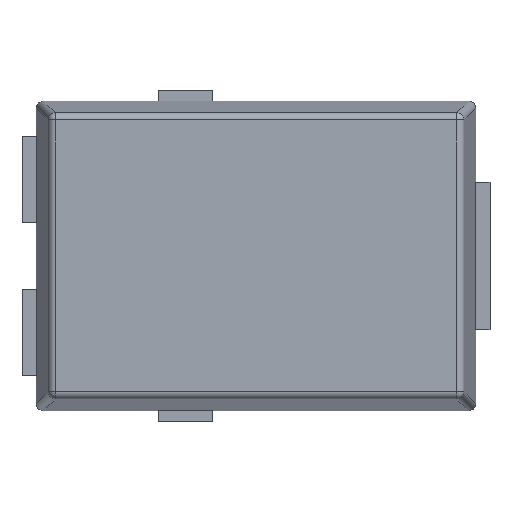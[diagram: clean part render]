
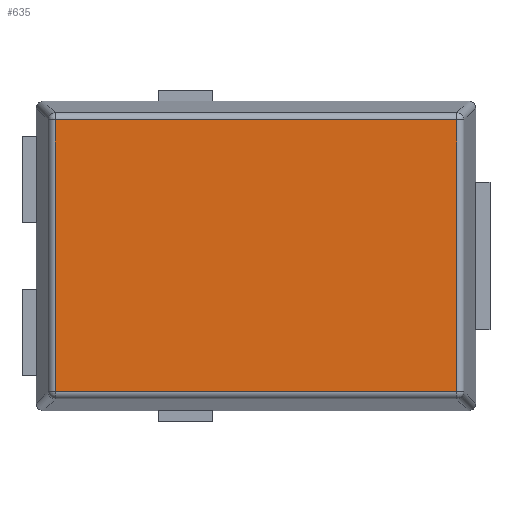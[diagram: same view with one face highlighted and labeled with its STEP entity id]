
A CAD part, top view. The second image highlights one B-rep face of the part: STEP entity #635.
In plain terms, the highlighted planar face has unit normal (0, 0, 1).
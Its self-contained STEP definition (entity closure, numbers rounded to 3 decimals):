
#41 = VERTEX_POINT ( 'NONE', #1355 ) ;
#224 = VECTOR ( 'NONE', #2368, 1000. ) ;
#226 = CARTESIAN_POINT ( 'NONE',  ( -2.874, 1.887, 1.5 ) ) ;
#251 = CARTESIAN_POINT ( 'NONE',  ( -2.787, -1.974, 1.5 ) ) ;
#314 = FACE_OUTER_BOUND ( 'NONE', #940, .T. ) ;
#393 = DIRECTION ( 'NONE',  ( 0., 0., 1. ) ) ;
#594 = VERTEX_POINT ( 'NONE', #2227 ) ;
#635 = ADVANCED_FACE ( 'NONE', ( #314 ), #2247, .T. ) ;
#830 = DIRECTION ( 'NONE',  ( 1., 0., 0. ) ) ;
#881 = CARTESIAN_POINT ( 'NONE',  ( 0., 0., 1.5 ) ) ;
#940 = EDGE_LOOP ( 'NONE', ( #2426, #1400, #1734, #2240 ) ) ;
#942 = LINE ( 'NONE', #226, #2250 ) ;
#982 = VERTEX_POINT ( 'NONE', #2727 ) ;
#1194 = CARTESIAN_POINT ( 'NONE',  ( 2.787, 1.974, 1.5 ) ) ;
#1231 = DIRECTION ( 'NONE',  ( 0., -1., 0. ) ) ;
#1355 = CARTESIAN_POINT ( 'NONE',  ( -2.787, 1.887, 1.5 ) ) ;
#1400 = ORIENTED_EDGE ( 'NONE', *, *, #1809, .T. ) ;
#1461 = CARTESIAN_POINT ( 'NONE',  ( -2.787, -1.887, 1.5 ) ) ;
#1499 = VECTOR ( 'NONE', #1231, 1000. ) ;
#1611 = CARTESIAN_POINT ( 'NONE',  ( 2.874, -1.887, 1.5 ) ) ;
#1635 = DIRECTION ( 'NONE',  ( -1., 0., 0. ) ) ;
#1734 = ORIENTED_EDGE ( 'NONE', *, *, #1736, .T. ) ;
#1736 = EDGE_CURVE ( 'NONE', #594, #41, #942, .T. ) ;
#1809 = EDGE_CURVE ( 'NONE', #982, #594, #2092, .T. ) ;
#1923 = AXIS2_PLACEMENT_3D ( 'NONE', #881, #393, #830 ) ;
#2008 = EDGE_CURVE ( 'NONE', #2339, #982, #2837, .T. ) ;
#2092 = LINE ( 'NONE', #1194, #2757 ) ;
#2227 = CARTESIAN_POINT ( 'NONE',  ( 2.787, 1.887, 1.5 ) ) ;
#2240 = ORIENTED_EDGE ( 'NONE', *, *, #2709, .T. ) ;
#2247 = PLANE ( 'NONE',  #1923 ) ;
#2250 = VECTOR ( 'NONE', #1635, 1000. ) ;
#2339 = VERTEX_POINT ( 'NONE', #1461 ) ;
#2368 = DIRECTION ( 'NONE',  ( 1., 0., 0. ) ) ;
#2426 = ORIENTED_EDGE ( 'NONE', *, *, #2008, .T. ) ;
#2436 = LINE ( 'NONE', #251, #1499 ) ;
#2709 = EDGE_CURVE ( 'NONE', #41, #2339, #2436, .T. ) ;
#2727 = CARTESIAN_POINT ( 'NONE',  ( 2.787, -1.887, 1.5 ) ) ;
#2757 = VECTOR ( 'NONE', #2875, 1000. ) ;
#2837 = LINE ( 'NONE', #1611, #224 ) ;
#2875 = DIRECTION ( 'NONE',  ( 0., 1., 0. ) ) ;
